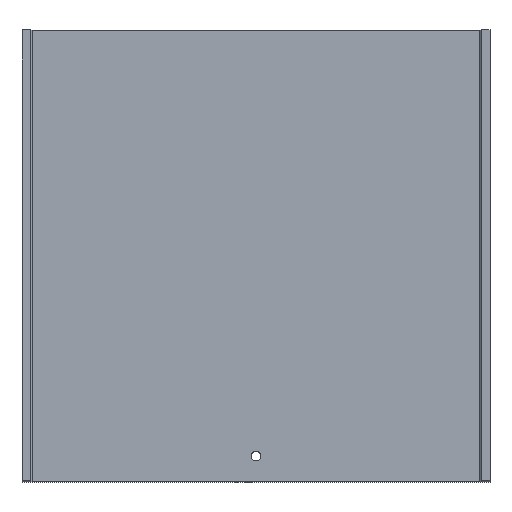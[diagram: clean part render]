
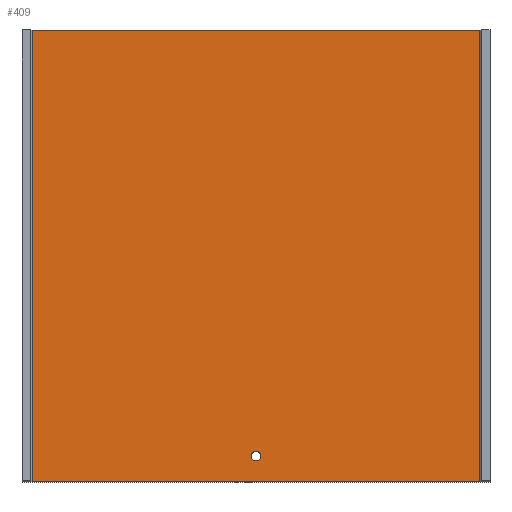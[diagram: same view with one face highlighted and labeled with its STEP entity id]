
A CAD part, top view. The second image highlights one B-rep face of the part: STEP entity #409.
In plain terms, the highlighted planar face has unit normal (0, 0, 1).
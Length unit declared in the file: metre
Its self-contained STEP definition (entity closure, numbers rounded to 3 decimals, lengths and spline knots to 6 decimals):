
#31=LINE('',#592,#79);
#32=LINE('',#595,#80);
#33=LINE('',#597,#81);
#34=LINE('',#599,#82);
#79=VECTOR('',#487,1.);
#80=VECTOR('',#488,1.);
#81=VECTOR('',#489,1.);
#82=VECTOR('',#490,1.);
#128=ORIENTED_EDGE('',*,*,#244,.T.);
#129=ORIENTED_EDGE('',*,*,#245,.T.);
#130=ORIENTED_EDGE('',*,*,#246,.T.);
#131=ORIENTED_EDGE('',*,*,#247,.F.);
#132=ORIENTED_EDGE('',*,*,#248,.T.);
#244=EDGE_CURVE('',#302,#302,#333,.F.);
#245=EDGE_CURVE('',#303,#304,#31,.T.);
#246=EDGE_CURVE('',#304,#305,#32,.T.);
#247=EDGE_CURVE('',#306,#305,#33,.T.);
#248=EDGE_CURVE('',#306,#303,#34,.T.);
#302=VERTEX_POINT('',#591);
#303=VERTEX_POINT('',#593);
#304=VERTEX_POINT('',#594);
#305=VERTEX_POINT('',#596);
#306=VERTEX_POINT('',#598);
#333=CIRCLE('',#447,0.001);
#337=EDGE_LOOP('',(#128));
#338=EDGE_LOOP('',(#129,#130,#131,#132));
#364=FACE_BOUND('',#337,.T.);
#365=FACE_BOUND('',#338,.T.);
#390=PLANE('',#446);
#409=ADVANCED_FACE('',(#364,#365),#390,.T.);
#446=AXIS2_PLACEMENT_3D('',#589,#483,#484);
#447=AXIS2_PLACEMENT_3D('',#590,#485,#486);
#483=DIRECTION('',(0.,0.,1.));
#484=DIRECTION('',(1.,0.,0.));
#485=DIRECTION('',(0.,0.,1.));
#486=DIRECTION('',(1.,0.,0.));
#487=DIRECTION('',(1.,0.,0.));
#488=DIRECTION('',(0.,1.,0.));
#489=DIRECTION('',(1.,0.,0.));
#490=DIRECTION('',(0.,-1.,0.));
#589=CARTESIAN_POINT('',(0.,0.,0.003));
#590=CARTESIAN_POINT('',(0.,-0.042475,0.003));
#591=CARTESIAN_POINT('',(0.001,-0.042475,0.003));
#592=CARTESIAN_POINT('',(0.,-0.047975,0.003));
#593=CARTESIAN_POINT('',(-0.047475,-0.047975,0.003));
#594=CARTESIAN_POINT('',(0.047475,-0.047975,0.003));
#595=CARTESIAN_POINT('',(0.047475,0.,0.003));
#596=CARTESIAN_POINT('',(0.047475,0.047975,0.003));
#597=CARTESIAN_POINT('',(0.,0.047975,0.003));
#598=CARTESIAN_POINT('',(-0.047475,0.047975,0.003));
#599=CARTESIAN_POINT('',(-0.047475,-0.047975,0.003));
